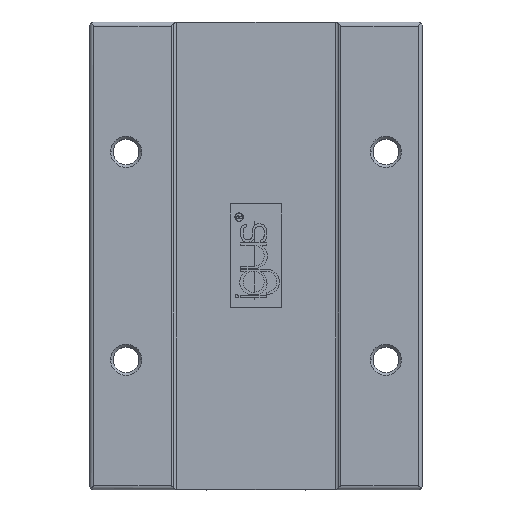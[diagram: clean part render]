
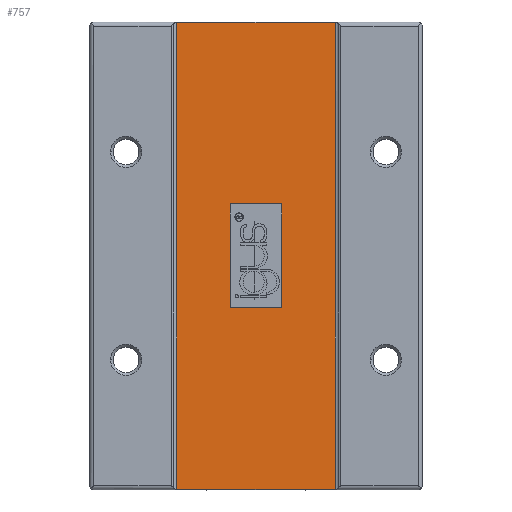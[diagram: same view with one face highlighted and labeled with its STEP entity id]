
A CAD part, top view. The second image highlights one B-rep face of the part: STEP entity #757.
In plain terms, the highlighted planar face has unit normal (0, 0, 1).
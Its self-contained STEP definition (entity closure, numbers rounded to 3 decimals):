
#757=ADVANCED_FACE('',(#1544,#1545),#1546,.T.);
#1544=FACE_BOUND('',#2358,.T.);
#1545=FACE_OUTER_BOUND('',#2359,.T.);
#1546=PLANE('',#2360);
#2358=EDGE_LOOP('',(#4456,#4457,#4458,#4459));
#2359=EDGE_LOOP('',(#4460,#4461,#4462,#4463));
#2360=AXIS2_PLACEMENT_3D('',#4464,#4465,#4466);
#4456=ORIENTED_EDGE('',*,*,#5464,.T.);
#4457=ORIENTED_EDGE('',*,*,#5467,.T.);
#4458=ORIENTED_EDGE('',*,*,#5457,.T.);
#4459=ORIENTED_EDGE('',*,*,#5461,.T.);
#4460=ORIENTED_EDGE('',*,*,#5585,.T.);
#4461=ORIENTED_EDGE('',*,*,#5722,.F.);
#4462=ORIENTED_EDGE('',*,*,#5637,.T.);
#4463=ORIENTED_EDGE('',*,*,#5720,.T.);
#4464=CARTESIAN_POINT('',(0.,0.0,7.3));
#4465=DIRECTION('',(0.0,0.0,1.0));
#4466=DIRECTION('',(1.0,0.0,0.0));
#5457=EDGE_CURVE('',#6678,#6679,#6680,.T.);
#5461=EDGE_CURVE('',#6679,#6684,#6685,.T.);
#5464=EDGE_CURVE('',#6684,#6688,#6689,.T.);
#5467=EDGE_CURVE('',#6688,#6678,#6692,.T.);
#5585=EDGE_CURVE('',#6860,#6858,#6861,.T.);
#5637=EDGE_CURVE('',#6954,#6952,#6955,.T.);
#5720=EDGE_CURVE('',#6952,#6860,#7086,.T.);
#5722=EDGE_CURVE('',#6954,#6858,#7088,.T.);
#6678=VERTEX_POINT('',#8384);
#6679=VERTEX_POINT('',#8385);
#6680=LINE('',#8386,#8387);
#6684=VERTEX_POINT('',#8393);
#6685=LINE('',#8394,#8395);
#6688=VERTEX_POINT('',#8399);
#6689=LINE('',#8400,#8401);
#6692=LINE('',#8405,#8406);
#6858=VERTEX_POINT('',#8830);
#6860=VERTEX_POINT('',#8842);
#6861=LINE('',#8843,#8844);
#6952=VERTEX_POINT('',#9008);
#6954=VERTEX_POINT('',#9019);
#6955=LINE('',#9020,#9021);
#7086=LINE('',#9240,#9241);
#7088=LINE('',#9243,#9244);
#8384=CARTESIAN_POINT('',(-2.5,27.5,7.3));
#8385=CARTESIAN_POINT('',(2.5,27.5,7.3));
#8386=CARTESIAN_POINT('',(0.,27.5,7.3));
#8387=VECTOR('',#10013,1.0);
#8393=CARTESIAN_POINT('',(2.5,17.5,7.3));
#8394=CARTESIAN_POINT('',(2.5,11.25,7.3));
#8395=VECTOR('',#10016,1.0);
#8399=CARTESIAN_POINT('',(-2.5,17.5,7.3));
#8400=CARTESIAN_POINT('',(0.,17.5,7.3));
#8401=VECTOR('',#10018,1.0);
#8405=CARTESIAN_POINT('',(-2.5,11.25,7.3));
#8406=VECTOR('',#10020,1.0);
#8830=CARTESIAN_POINT('',(-7.637,44.946,7.3));
#8842=CARTESIAN_POINT('',(7.637,44.946,7.3));
#8843=CARTESIAN_POINT('',(0.,44.946,7.3));
#8844=VECTOR('',#10174,1.0);
#9008=CARTESIAN_POINT('',(7.637,0.054,7.3));
#9019=CARTESIAN_POINT('',(-7.637,0.054,7.3));
#9020=CARTESIAN_POINT('',(0.,0.054,7.3));
#9021=VECTOR('',#10259,1.0);
#9240=CARTESIAN_POINT('',(7.637,0.0,7.3));
#9241=VECTOR('',#10382,1.0);
#9243=CARTESIAN_POINT('',(-7.637,0.0,7.3));
#9244=VECTOR('',#10383,1.0);
#10013=DIRECTION('',(1.0,0.0,-0.0));
#10016=DIRECTION('',(0.0,-1.0,0.0));
#10018=DIRECTION('',(-1.0,0.0,0.0));
#10020=DIRECTION('',(0.0,1.0,0.0));
#10174=DIRECTION('',(-1.0,0.0,0.0));
#10259=DIRECTION('',(1.0,0.0,-0.0));
#10382=DIRECTION('',(0.0,1.0,0.0));
#10383=DIRECTION('',(0.0,1.0,0.0));
